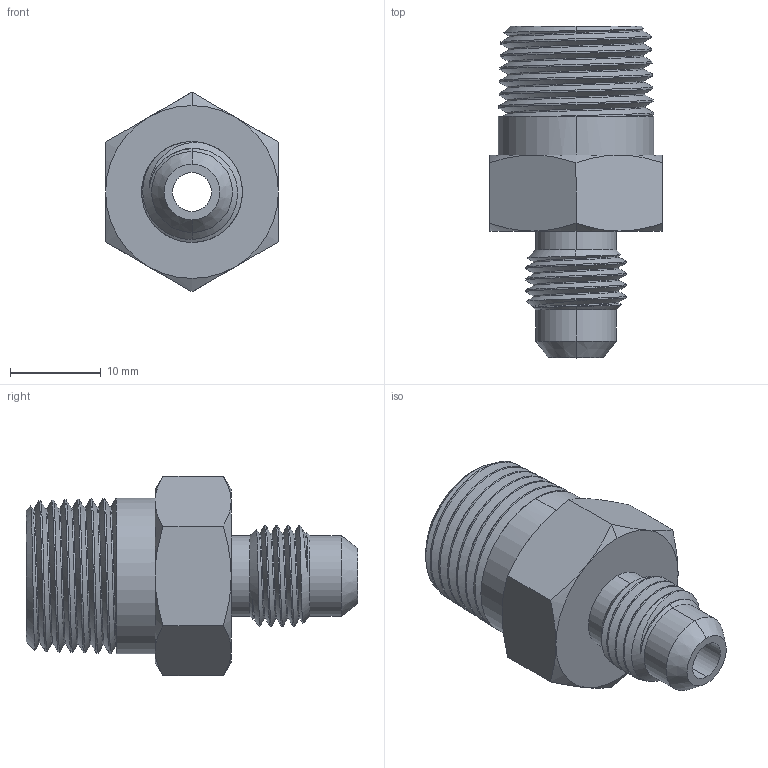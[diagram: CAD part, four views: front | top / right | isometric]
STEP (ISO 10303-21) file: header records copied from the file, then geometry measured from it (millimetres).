
FILE_DESCRIPTION(/* description */ (''),/* implementation_level */ '2;1');
FILE_NAME(/* name */ '2404-04-06.stp',/* time_stamp */ '2023-05-26T16:24:52-04:00',/* author */ ('esanner'),/* organization */ (''),/* preprocessor_version */ 'ST-DEVELOPER v19',/* originating_system */ 'AutoCAD Mechanical',/* authorisation */ '');
FILE_SCHEMA (('AUTOMOTIVE_DESIGN { 1 0 10303 214 3 1 1 }'));
Length unit declared in the file: millimetre
Products named in the file (1): Product
Bounding box: 19.05 x 36.58 x 22 mm (x, y, z)
Volume: 6010 mm3; surface area: 3187.4 mm2
Topology: 1 solids, 1 shells, 78 faces, 197 edges, 123 vertices
Faces by surface type: cone 39, cylinder 23, plane 11, bspline 5
Full cylindrical faces by diameter (mm): 9.463 x4
Entity records: 6856 total; most frequent: CARTESIAN_POINT 5181, ORIENTED_EDGE 394, DIRECTION 295, EDGE_CURVE 197, VERTEX_POINT 123, AXIS2_PLACEMENT_3D 121, EDGE_LOOP 82, FACE_OUTER_BOUND 78
